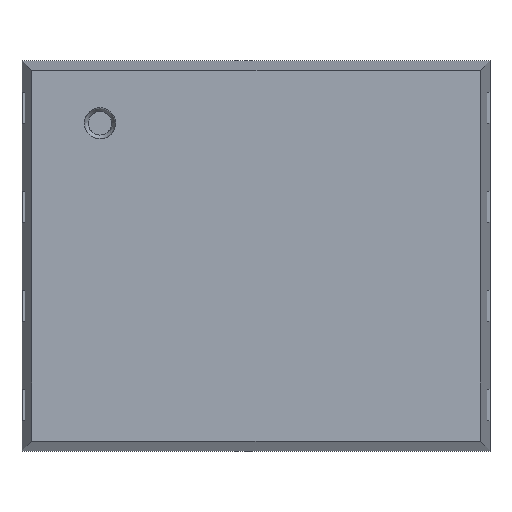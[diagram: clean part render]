
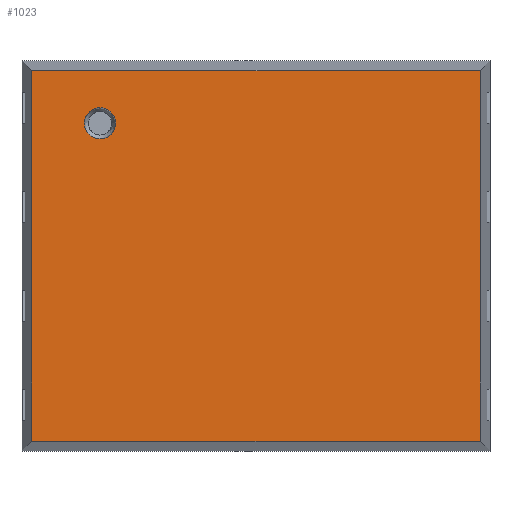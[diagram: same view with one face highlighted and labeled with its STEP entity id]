
A CAD part, top view. The second image highlights one B-rep face of the part: STEP entity #1023.
In plain terms, the highlighted planar face has unit normal (0, 0, 1).
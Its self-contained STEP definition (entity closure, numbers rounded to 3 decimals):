
#55 = CIRCLE ( 'NONE', #5418, 0.2 ) ;
#58 = EDGE_CURVE ( 'NONE', #4094, #1996, #55, .T. ) ;
#82 = CARTESIAN_POINT ( 'NONE',  ( -2.178, 1.595, 0.85 ) ) ;
#178 = VECTOR ( 'NONE', #3517, 1000. ) ;
#221 = VERTEX_POINT ( 'NONE', #2271 ) ;
#243 = EDGE_LOOP ( 'NONE', ( #1484, #5713, #4450, #4509 ) ) ;
#268 = VECTOR ( 'NONE', #3222, 1000. ) ;
#362 = PLANE ( 'NONE',  #3965 ) ;
#437 = FACE_BOUND ( 'NONE', #4637, .T. ) ;
#551 = CARTESIAN_POINT ( 'NONE',  ( -3., 2.374, 0.85 ) ) ;
#614 = DIRECTION ( 'NONE',  ( 0., 0., -1. ) ) ;
#955 = CARTESIAN_POINT ( 'NONE',  ( 3., -2.374, 0.85 ) ) ;
#1023 = ADVANCED_FACE ( 'NONE', ( #1461, #437 ), #362, .T. ) ;
#1035 = EDGE_CURVE ( 'NONE', #5558, #1486, #4950, .T. ) ;
#1126 = CARTESIAN_POINT ( 'NONE',  ( -2.874, -2.374, 0.85 ) ) ;
#1356 = VECTOR ( 'NONE', #1612, 1000. ) ;
#1461 = FACE_OUTER_BOUND ( 'NONE', #243, .T. ) ;
#1484 = ORIENTED_EDGE ( 'NONE', *, *, #5522, .F. ) ;
#1486 = VERTEX_POINT ( 'NONE', #1656 ) ;
#1612 = DIRECTION ( 'NONE',  ( 0., -1., 0. ) ) ;
#1646 = CARTESIAN_POINT ( 'NONE',  ( -1.947, 1.5, 0.85 ) ) ;
#1656 = CARTESIAN_POINT ( 'NONE',  ( 2.874, 2.374, 0.85 ) ) ;
#1796 = VECTOR ( 'NONE', #6052, 1000. ) ;
#1996 = VERTEX_POINT ( 'NONE', #3778 ) ;
#2118 = CARTESIAN_POINT ( 'NONE',  ( -2.105, 1.522, 0.85 ) ) ;
#2185 = CARTESIAN_POINT ( 'NONE',  ( -2.053, 1.5, 0.85 ) ) ;
#2217 = CARTESIAN_POINT ( 'NONE',  ( -1.8, 1.647, 0.85 ) ) ;
#2271 = CARTESIAN_POINT ( 'NONE',  ( -2.874, 2.374, 0.85 ) ) ;
#2499 = DIRECTION ( 'NONE',  ( 1., 0., 0. ) ) ;
#2699 = CARTESIAN_POINT ( 'NONE',  ( -1.822, 1.595, 0.85 ) ) ;
#3108 = CARTESIAN_POINT ( 'NONE',  ( -2., 1.7, 0.85 ) ) ;
#3153 = CARTESIAN_POINT ( 'NONE',  ( -1.8, 1.7, 0.85 ) ) ;
#3222 = DIRECTION ( 'NONE',  ( 1., 0., 0. ) ) ;
#3517 = DIRECTION ( 'NONE',  ( 0., 1., 0. ) ) ;
#3519 = CARTESIAN_POINT ( 'NONE',  ( -2.2, 1.7, 0.85 ) ) ;
#3604 = CARTESIAN_POINT ( 'NONE',  ( -2.2, 1.647, 0.85 ) ) ;
#3702 = LINE ( 'NONE', #551, #268 ) ;
#3778 = CARTESIAN_POINT ( 'NONE',  ( -1.8, 1.7, 0.85 ) ) ;
#3955 = CARTESIAN_POINT ( 'NONE',  ( 0., 0., 0.85 ) ) ;
#3965 = AXIS2_PLACEMENT_3D ( 'NONE', #3955, #5539, #2499 ) ;
#4094 = VERTEX_POINT ( 'NONE', #3519 ) ;
#4162 = CARTESIAN_POINT ( 'NONE',  ( -2.2, 1.7, 0.85 ) ) ;
#4281 = B_SPLINE_CURVE_WITH_KNOTS ( 'NONE', 3,
 ( #3153, #2217, #2699, #5201, #1646, #2185, #2118, #82, #3604, #4162 ),
 .UNSPECIFIED., .F., .F.,
 ( 4, 2, 2, 2, 4 ),
 ( 0., 0., 0., 0., 0.001 ),
 .UNSPECIFIED. ) ;
#4450 = ORIENTED_EDGE ( 'NONE', *, *, #5849, .F. ) ;
#4509 = ORIENTED_EDGE ( 'NONE', *, *, #1035, .T. ) ;
#4623 = LINE ( 'NONE', #4685, #1356 ) ;
#4637 = EDGE_LOOP ( 'NONE', ( #5281, #5714 ) ) ;
#4685 = CARTESIAN_POINT ( 'NONE',  ( -2.874, 0., 0.85 ) ) ;
#4950 = LINE ( 'NONE', #5023, #178 ) ;
#5023 = CARTESIAN_POINT ( 'NONE',  ( 2.874, 0., 0.85 ) ) ;
#5080 = VERTEX_POINT ( 'NONE', #1126 ) ;
#5201 = CARTESIAN_POINT ( 'NONE',  ( -1.896, 1.522, 0.85 ) ) ;
#5269 = CARTESIAN_POINT ( 'NONE',  ( 2.874, -2.374, 0.85 ) ) ;
#5281 = ORIENTED_EDGE ( 'NONE', *, *, #58, .T. ) ;
#5418 = AXIS2_PLACEMENT_3D ( 'NONE', #3108, #614, #6092 ) ;
#5483 = EDGE_CURVE ( 'NONE', #221, #5080, #4623, .T. ) ;
#5522 = EDGE_CURVE ( 'NONE', #221, #1486, #3702, .T. ) ;
#5539 = DIRECTION ( 'NONE',  ( 0., 0., 1. ) ) ;
#5558 = VERTEX_POINT ( 'NONE', #5269 ) ;
#5596 = EDGE_CURVE ( 'NONE', #1996, #4094, #4281, .T. ) ;
#5631 = LINE ( 'NONE', #955, #1796 ) ;
#5713 = ORIENTED_EDGE ( 'NONE', *, *, #5483, .T. ) ;
#5714 = ORIENTED_EDGE ( 'NONE', *, *, #5596, .T. ) ;
#5849 = EDGE_CURVE ( 'NONE', #5558, #5080, #5631, .T. ) ;
#6052 = DIRECTION ( 'NONE',  ( -1., 0., 0. ) ) ;
#6092 = DIRECTION ( 'NONE',  ( 1., 0., 0. ) ) ;
